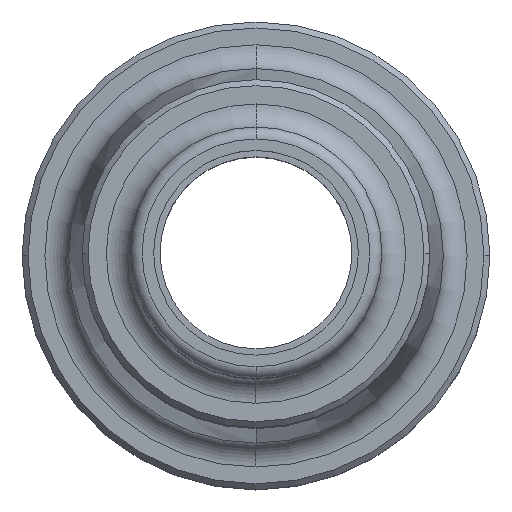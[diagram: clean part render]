
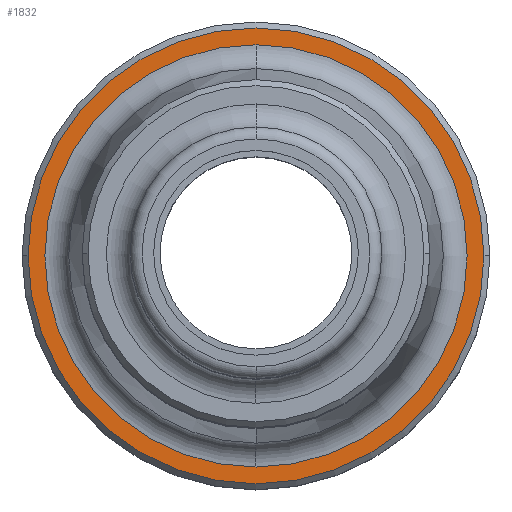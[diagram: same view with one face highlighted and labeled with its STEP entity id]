
A CAD part, top view. The second image highlights one B-rep face of the part: STEP entity #1832.
In plain terms, the highlighted planar face has unit normal (0, 0, 1).
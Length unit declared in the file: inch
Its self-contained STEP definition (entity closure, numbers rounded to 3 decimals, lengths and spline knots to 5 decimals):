
#56=CARTESIAN_POINT('',(0.,0.,1.31));
#57=DIRECTION('',(0.,0.,1.));
#58=DIRECTION('',(-1.,0.,0.));
#59=AXIS2_PLACEMENT_3D('',#56,#57,#58);
#74=CARTESIAN_POINT('',(0.,0.,1.31));
#75=DIRECTION('',(0.,0.,1.));
#76=DIRECTION('',(1.,0.,0.));
#77=AXIS2_PLACEMENT_3D('',#74,#75,#76);
#88=CARTESIAN_POINT('',(0.,0.,1.31));
#89=DIRECTION('',(0.,0.,1.));
#90=DIRECTION('',(0.,1.,0.));
#91=AXIS2_PLACEMENT_3D('',#88,#89,#90);
#103=CARTESIAN_POINT('',(0.,0.,1.31));
#104=DIRECTION('',(0.,0.,1.));
#105=DIRECTION('',(0.,-1.,0.));
#106=AXIS2_PLACEMENT_3D('',#103,#104,#105);
#1428=CARTESIAN_POINT('',(0.,2.20045,1.31));
#1429=CARTESIAN_POINT('',(0.,-2.20045,1.31));
#1430=VERTEX_POINT('',#1428);
#1431=VERTEX_POINT('',#1429);
#1452=CARTESIAN_POINT('',(2.3755,0.,1.31));
#1453=CARTESIAN_POINT('',(-2.3755,0.,1.31));
#1454=VERTEX_POINT('',#1452);
#1455=VERTEX_POINT('',#1453);
#1816=CARTESIAN_POINT('',(0.,0.,1.31));
#1817=DIRECTION('',(0.,0.,1.));
#1818=DIRECTION('',(0.,1.,0.));
#1819=AXIS2_PLACEMENT_3D('',#1816,#1817,#1818);
#1820=PLANE('',#1819);
#1822=ORIENTED_EDGE('',*,*,#1821,.F.);
#1823=ORIENTED_EDGE('',*,*,#1806,.F.);
#1824=EDGE_LOOP('',(#1822,#1823));
#1825=FACE_OUTER_BOUND('',#1824,.F.);
#1827=ORIENTED_EDGE('',*,*,#1826,.T.);
#1829=ORIENTED_EDGE('',*,*,#1828,.T.);
#1830=EDGE_LOOP('',(#1827,#1829));
#1831=FACE_BOUND('',#1830,.F.);
#1832=ADVANCED_FACE('',(#1825,#1831),#1820,.T.);
#60=CIRCLE('',#59,2.3755);
#78=CIRCLE('',#77,2.3755);
#92=CIRCLE('',#91,2.20045);
#107=CIRCLE('',#106,2.20045);
#1806=EDGE_CURVE('',#1455,#1454,#60,.T.);
#1821=EDGE_CURVE('',#1454,#1455,#78,.T.);
#1826=EDGE_CURVE('',#1430,#1431,#92,.T.);
#1828=EDGE_CURVE('',#1431,#1430,#107,.T.);
